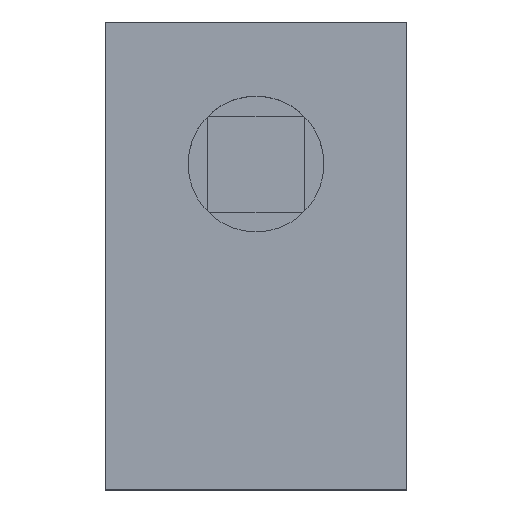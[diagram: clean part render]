
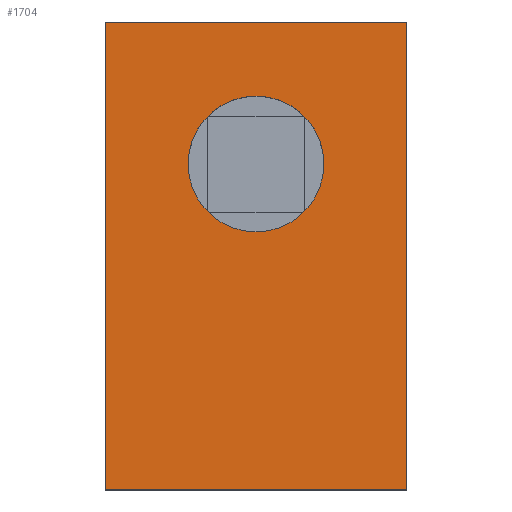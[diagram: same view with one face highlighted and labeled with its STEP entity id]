
A CAD part, top view. The second image highlights one B-rep face of the part: STEP entity #1704.
In plain terms, the highlighted planar face has unit normal (0, 0, 1).
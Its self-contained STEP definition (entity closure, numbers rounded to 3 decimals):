
#54=FACE_BOUND('',#218,.T.);
#63=CIRCLE('',#1849,0.45);
#113=FACE_OUTER_BOUND('',#217,.T.);
#217=EDGE_LOOP('',(#1290,#1291,#1292,#1293));
#218=EDGE_LOOP('',(#1294));
#385=LINE('',#2592,#608);
#388=LINE('',#2598,#611);
#391=LINE('',#2604,#614);
#394=LINE('',#2608,#617);
#608=VECTOR('',#2117,10.);
#611=VECTOR('',#2122,10.);
#614=VECTOR('',#2127,10.);
#617=VECTOR('',#2132,10.);
#795=VERTEX_POINT('',#2579);
#799=VERTEX_POINT('',#2589);
#800=VERTEX_POINT('',#2591);
#802=VERTEX_POINT('',#2597);
#804=VERTEX_POINT('',#2603);
#978=EDGE_CURVE('',#795,#795,#63,.T.);
#983=EDGE_CURVE('',#800,#799,#385,.T.);
#986=EDGE_CURVE('',#802,#800,#388,.T.);
#989=EDGE_CURVE('',#804,#802,#391,.T.);
#992=EDGE_CURVE('',#799,#804,#394,.T.);
#1290=ORIENTED_EDGE('',*,*,#992,.T.);
#1291=ORIENTED_EDGE('',*,*,#989,.T.);
#1292=ORIENTED_EDGE('',*,*,#986,.T.);
#1293=ORIENTED_EDGE('',*,*,#983,.T.);
#1294=ORIENTED_EDGE('',*,*,#978,.T.);
#1600=PLANE('',#1856);
#1704=ADVANCED_FACE('',(#113,#54),#1600,.T.);
#1849=AXIS2_PLACEMENT_3D('',#2580,#2106,#2107);
#1856=AXIS2_PLACEMENT_3D('',#2609,#2133,#2134);
#2106=DIRECTION('center_axis',(0.,0.,-1.));
#2107=DIRECTION('ref_axis',(-1.,0.,0.));
#2117=DIRECTION('',(0.,1.,0.));
#2122=DIRECTION('',(1.,0.,0.));
#2127=DIRECTION('',(0.,-1.,0.));
#2132=DIRECTION('',(-1.,0.,0.));
#2133=DIRECTION('center_axis',(0.,0.,1.));
#2134=DIRECTION('ref_axis',(1.,0.,0.));
#2579=CARTESIAN_POINT('',(0.45,0.609,1.));
#2580=CARTESIAN_POINT('Origin',(0.,0.609,1.));
#2589=CARTESIAN_POINT('',(1.,1.55,1.));
#2591=CARTESIAN_POINT('',(1.,-1.55,1.));
#2592=CARTESIAN_POINT('',(1.,1.55,1.));
#2597=CARTESIAN_POINT('',(-1.,-1.55,1.));
#2598=CARTESIAN_POINT('',(1.,-1.55,1.));
#2603=CARTESIAN_POINT('',(-1.,1.55,1.));
#2604=CARTESIAN_POINT('',(-1.,-1.55,1.));
#2608=CARTESIAN_POINT('',(-1.,1.55,1.));
#2609=CARTESIAN_POINT('Origin',(0.,0.,1.));
